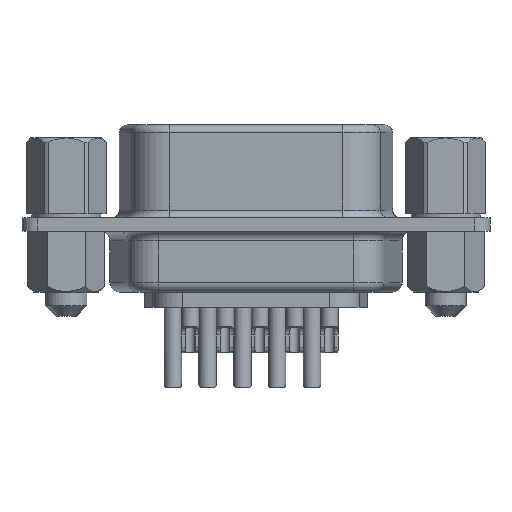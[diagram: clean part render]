
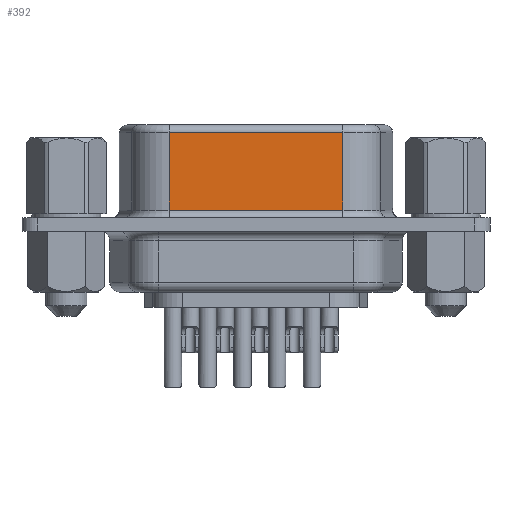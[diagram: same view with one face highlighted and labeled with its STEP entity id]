
A CAD part, front view. The second image highlights one B-rep face of the part: STEP entity #392.
In plain terms, the highlighted planar face has unit normal (0, -1, 0).
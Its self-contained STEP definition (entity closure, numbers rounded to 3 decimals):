
#392 = ADVANCED_FACE ( 'NONE', ( #1836 ), #12780, .F. ) ;
#1740 = VECTOR ( 'NONE', #5362, 1000. ) ;
#1836 = FACE_OUTER_BOUND ( 'NONE', #7627, .T. ) ;
#1918 = LINE ( 'NONE', #5365, #1740 ) ;
#3363 = AXIS2_PLACEMENT_3D ( 'NONE', #12784, #12777, #12776 ) ;
#4526 = CARTESIAN_POINT ( 'NONE',  ( -5.722, -4.68, 0.95 ) ) ;
#4646 = CARTESIAN_POINT ( 'NONE',  ( 5.722, -4.68, 0.95 ) ) ;
#4660 = CARTESIAN_POINT ( 'NONE',  ( 5.722, -4.68, 6.05 ) ) ;
#4661 = CARTESIAN_POINT ( 'NONE',  ( -5.722, -4.68, 6.05 ) ) ;
#5362 = DIRECTION ( 'NONE',  ( -1., 0., 0. ) ) ;
#5365 = CARTESIAN_POINT ( 'NONE',  ( -5.722, -4.68, 6.05 ) ) ;
#5525 = CARTESIAN_POINT ( 'NONE',  ( -5.722, -4.68, 6.55 ) ) ;
#5540 = DIRECTION ( 'NONE',  ( 0., 0., -1. ) ) ;
#5950 = ORIENTED_EDGE ( 'NONE', *, *, #12216, .T. ) ;
#6139 = ORIENTED_EDGE ( 'NONE', *, *, #11880, .T. ) ;
#6216 = CARTESIAN_POINT ( 'NONE',  ( 5.722, -4.68, 6.55 ) ) ;
#6219 = DIRECTION ( 'NONE',  ( 0., 0., -1. ) ) ;
#6342 = VERTEX_POINT ( 'NONE', #4526 ) ;
#6453 = ORIENTED_EDGE ( 'NONE', *, *, #12138, .F. ) ;
#6623 = ORIENTED_EDGE ( 'NONE', *, *, #11959, .T. ) ;
#6830 = CARTESIAN_POINT ( 'NONE',  ( 5.722, -4.68, 0.95 ) ) ;
#6833 = DIRECTION ( 'NONE',  ( 1., 0., 0. ) ) ;
#7627 = EDGE_LOOP ( 'NONE', ( #6623, #5950, #6453, #6139 ) ) ;
#7657 = VERTEX_POINT ( 'NONE', #4646 ) ;
#7818 = VERTEX_POINT ( 'NONE', #4660 ) ;
#7868 = VERTEX_POINT ( 'NONE', #4661 ) ;
#9559 = VECTOR ( 'NONE', #6833, 1000. ) ;
#9771 = VECTOR ( 'NONE', #5540, 1000. ) ;
#9829 = LINE ( 'NONE', #5525, #9771 ) ;
#10023 = VECTOR ( 'NONE', #6219, 1000. ) ;
#10087 = LINE ( 'NONE', #6830, #9559 ) ;
#10103 = LINE ( 'NONE', #6216, #10023 ) ;
#11880 = EDGE_CURVE ( 'NONE', #7818, #7868, #1918, .T. ) ;
#11959 = EDGE_CURVE ( 'NONE', #7868, #6342, #9829, .T. ) ;
#12138 = EDGE_CURVE ( 'NONE', #7818, #7657, #10103, .T. ) ;
#12216 = EDGE_CURVE ( 'NONE', #6342, #7657, #10087, .T. ) ;
#12776 = DIRECTION ( 'NONE',  ( 0., 0., 1. ) ) ;
#12777 = DIRECTION ( 'NONE',  ( 0., 1., 0. ) ) ;
#12780 = PLANE ( 'NONE',  #3363 ) ;
#12784 = CARTESIAN_POINT ( 'NONE',  ( -5.722, -4.68, 6.55 ) ) ;
